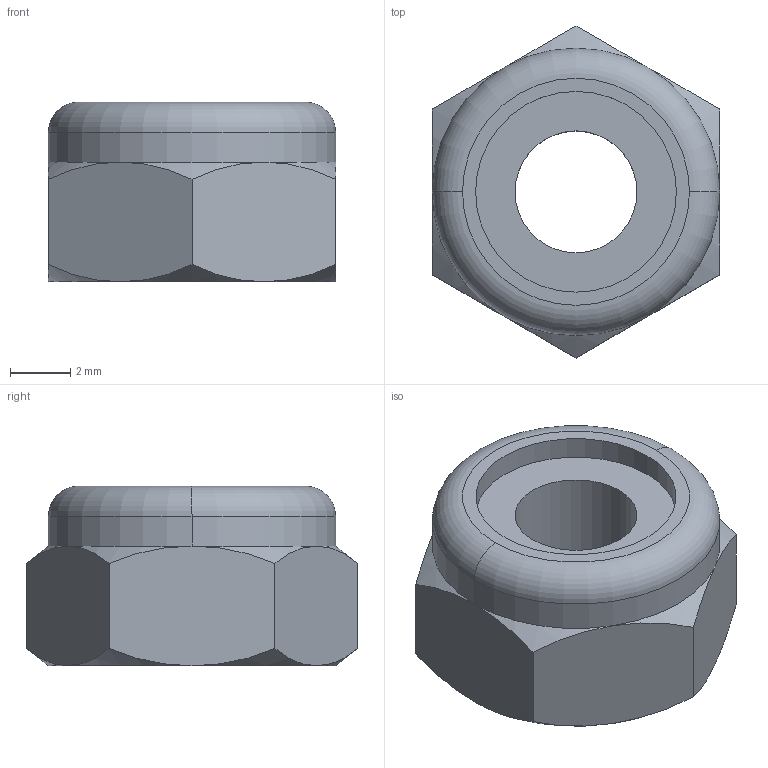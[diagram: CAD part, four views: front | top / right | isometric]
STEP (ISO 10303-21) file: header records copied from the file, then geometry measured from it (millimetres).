
FILE_DESCRIPTION (( 'STEP AP214' ), '1' );
FILE_NAME ('10-32 Nylock Nut.step', '2018-12-20T18:37:39', ( '' ), ( '' ), 'SwSTEP 2.0', 'SolidWorks 2018', '' );
FILE_SCHEMA (( 'AUTOMOTIVE_DESIGN' ));
Length unit declared in the file: millimetre
Products named in the file (1): 10-32 Nylock Nut
Bounding box: 9.53 x 11 x 5.95 mm (x, y, z)
Volume: 352 mm3; surface area: 381.5 mm2
Topology: 1 solids, 1 shells, 29 faces, 62 edges, 36 vertices
Faces by surface type: bspline 12, plane 9, cylinder 6, torus 2
Entity records: 1048 total; most frequent: CARTESIAN_POINT 454, ORIENTED_EDGE 124, DIRECTION 104, EDGE_CURVE 62, AXIS2_PLACEMENT_3D 46, VERTEX_POINT 36, EDGE_LOOP 32, FACE_OUTER_BOUND 29
